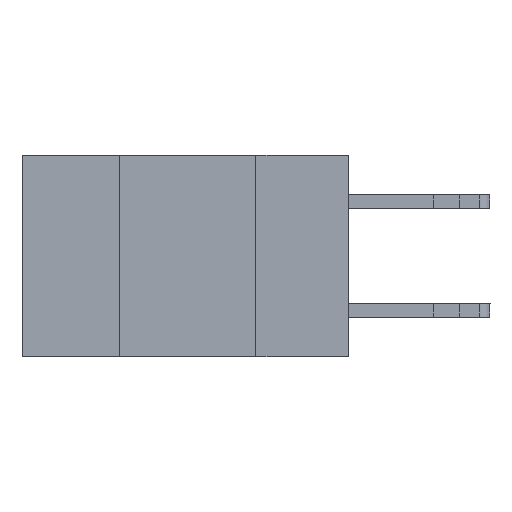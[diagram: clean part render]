
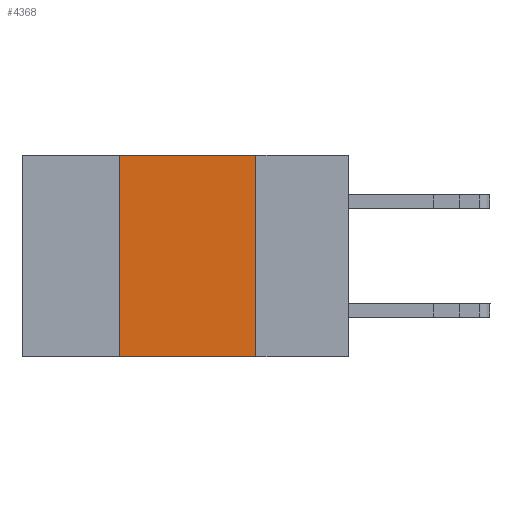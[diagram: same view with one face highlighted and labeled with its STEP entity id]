
A CAD part, left-side view. The second image highlights one B-rep face of the part: STEP entity #4368.
In plain terms, the highlighted planar face has unit normal (-1, 0, 0).
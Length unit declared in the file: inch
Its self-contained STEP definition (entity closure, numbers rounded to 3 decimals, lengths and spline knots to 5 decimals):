
#1697 = AXIS2_PLACEMENT_3D ( 'NONE', #12646, #21030, #11044 ) ;
#1804 = DIRECTION ( 'NONE',  ( 0., -1., 0. ) ) ;
#1884 = CARTESIAN_POINT ( 'NONE',  ( 0., 0.6, 0. ) ) ;
#2118 = CARTESIAN_POINT ( 'NONE',  ( 0., 0.6, -0.37 ) ) ;
#2941 = EDGE_LOOP ( 'NONE', ( #5243, #5787, #6902, #7451 ) ) ;
#3276 = VECTOR ( 'NONE', #10278, 39.37008 ) ;
#3471 = LINE ( 'NONE', #2118, #12065 ) ;
#4140 = VERTEX_POINT ( 'NONE', #5262 ) ;
#4368 = ADVANCED_FACE ( 'NONE', ( #14607 ), #19348, .F. ) ;
#4818 = VERTEX_POINT ( 'NONE', #12114 ) ;
#5243 = ORIENTED_EDGE ( 'NONE', *, *, #16243, .F. ) ;
#5262 = CARTESIAN_POINT ( 'NONE',  ( 0., 0.17, 0. ) ) ;
#5787 = ORIENTED_EDGE ( 'NONE', *, *, #8541, .F. ) ;
#6902 = ORIENTED_EDGE ( 'NONE', *, *, #7078, .F. ) ;
#7078 = EDGE_CURVE ( 'NONE', #17424, #4818, #14017, .T. ) ;
#7411 = VERTEX_POINT ( 'NONE', #12655 ) ;
#7451 = ORIENTED_EDGE ( 'NONE', *, *, #17937, .T. ) ;
#8388 = VECTOR ( 'NONE', #1804, 39.37008 ) ;
#8541 = EDGE_CURVE ( 'NONE', #4818, #4140, #13419, .T. ) ;
#8997 = VECTOR ( 'NONE', #11939, 39.37008 ) ;
#9009 = DIRECTION ( 'NONE',  ( 0., -1., 0. ) ) ;
#10216 = CARTESIAN_POINT ( 'NONE',  ( 0., 0.42, -0.37 ) ) ;
#10278 = DIRECTION ( 'NONE',  ( 0., 0., -1. ) ) ;
#11044 = DIRECTION ( 'NONE',  ( 0., 0., -1. ) ) ;
#11939 = DIRECTION ( 'NONE',  ( 0., 0., 1. ) ) ;
#12065 = VECTOR ( 'NONE', #9009, 39.37008 ) ;
#12114 = CARTESIAN_POINT ( 'NONE',  ( 0., 0.42, 0. ) ) ;
#12646 = CARTESIAN_POINT ( 'NONE',  ( 0., 0.6, 0. ) ) ;
#12655 = CARTESIAN_POINT ( 'NONE',  ( 0., 0.17, -0.37 ) ) ;
#13419 = LINE ( 'NONE', #1884, #8388 ) ;
#14017 = LINE ( 'NONE', #10216, #8997 ) ;
#14607 = FACE_OUTER_BOUND ( 'NONE', #2941, .T. ) ;
#14623 = CARTESIAN_POINT ( 'NONE',  ( 0., 0.42, -0.37 ) ) ;
#15250 = CARTESIAN_POINT ( 'NONE',  ( 0., 0.17, -0.37 ) ) ;
#16243 = EDGE_CURVE ( 'NONE', #4140, #7411, #21278, .T. ) ;
#17424 = VERTEX_POINT ( 'NONE', #14623 ) ;
#17937 = EDGE_CURVE ( 'NONE', #17424, #7411, #3471, .T. ) ;
#19348 = PLANE ( 'NONE',  #1697 ) ;
#21030 = DIRECTION ( 'NONE',  ( 1., 0., 0. ) ) ;
#21278 = LINE ( 'NONE', #15250, #3276 ) ;
